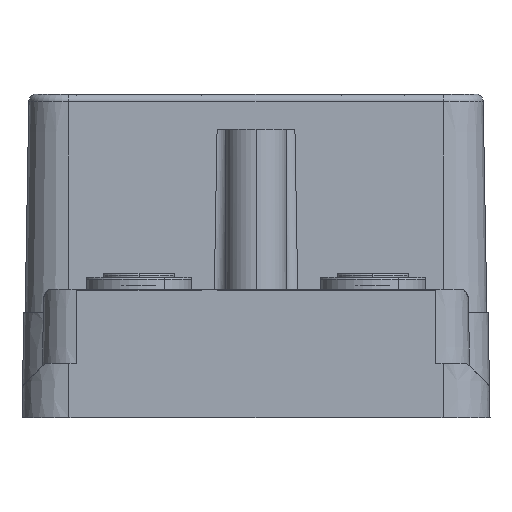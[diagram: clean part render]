
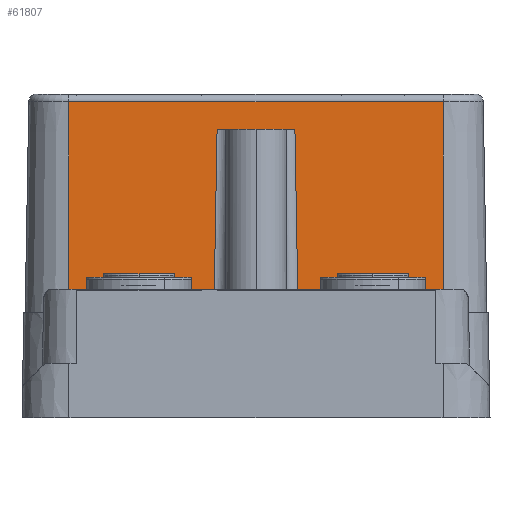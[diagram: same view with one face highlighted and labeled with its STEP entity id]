
A CAD part, front view. The second image highlights one B-rep face of the part: STEP entity #61807.
In plain terms, the highlighted planar face has unit normal (0, -1, 0.018).
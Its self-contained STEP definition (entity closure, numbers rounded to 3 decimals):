
#61750=AXIS2_PLACEMENT_3D('Plane Axis2P3D',#61747,#61748,#61749) ;
#60718=CARTESIAN_POINT('Vertex',(54.,105.6,13.5)) ;
#60721=CARTESIAN_POINT('Line Origine',(44.7,105.6,13.5)) ;
#60725=CARTESIAN_POINT('Vertex',(35.4,105.6,13.5)) ;
#60791=CARTESIAN_POINT('Vertex',(24.6,105.6,13.5)) ;
#60794=CARTESIAN_POINT('Line Origine',(15.3,105.6,13.5)) ;
#60798=CARTESIAN_POINT('Vertex',(6.,105.6,13.5)) ;
#61728=CARTESIAN_POINT('Line Origine',(54.,105.844,27.5)) ;
#61732=CARTESIAN_POINT('Vertex',(54.,106.072,40.517)) ;
#61747=CARTESIAN_POINT('Axis2P3D Location',(59.6,105.6,13.5)) ;
#61752=CARTESIAN_POINT('Line Origine',(30.,106.072,40.517)) ;
#61756=CARTESIAN_POINT('Vertex',(6.,106.072,40.517)) ;
#61759=CARTESIAN_POINT('Line Origine',(6.,105.844,27.5)) ;
#61765=CARTESIAN_POINT('Control Point',(25.01,106.01,37.)) ;
#61766=CARTESIAN_POINT('Control Point',(24.6,105.6,13.5)) ;
#61767=CARTESIAN_POINT('Vertex',(25.01,106.01,37.)) ;
#61770=CARTESIAN_POINT('Line Origine',(30.,106.01,37.)) ;
#61774=CARTESIAN_POINT('Vertex',(26.51,106.01,37.)) ;
#61777=CARTESIAN_POINT('Line Origine',(30.,106.01,37.)) ;
#61781=CARTESIAN_POINT('Vertex',(33.49,106.01,37.)) ;
#61784=CARTESIAN_POINT('Line Origine',(30.,106.01,37.)) ;
#61788=CARTESIAN_POINT('Vertex',(34.99,106.01,37.)) ;
#61792=CARTESIAN_POINT('Control Point',(34.99,106.01,37.)) ;
#61793=CARTESIAN_POINT('Control Point',(35.4,105.6,13.5)) ;
#60722=DIRECTION('Vector Direction',(-1.,0.,0.)) ;
#60795=DIRECTION('Vector Direction',(-1.,0.,0.)) ;
#61729=DIRECTION('Vector Direction',(0.,-0.017,-1.)) ;
#61748=DIRECTION('Axis2P3D Direction',(0.,-1.,0.017)) ;
#61749=DIRECTION('Axis2P3D XDirection',(-1.,0.,0.)) ;
#61753=DIRECTION('Vector Direction',(-1.,0.,0.)) ;
#61760=DIRECTION('Vector Direction',(0.,-0.017,-1.)) ;
#61771=DIRECTION('Vector Direction',(-1.,0.,0.)) ;
#61778=DIRECTION('Vector Direction',(-1.,0.,0.)) ;
#61785=DIRECTION('Vector Direction',(-1.,0.,0.)) ;
#60723=VECTOR('Line Direction',#60722,1.) ;
#60796=VECTOR('Line Direction',#60795,1.) ;
#61730=VECTOR('Line Direction',#61729,1.) ;
#61754=VECTOR('Line Direction',#61753,1.) ;
#61761=VECTOR('Line Direction',#61760,1.) ;
#61772=VECTOR('Line Direction',#61771,1.) ;
#61779=VECTOR('Line Direction',#61778,1.) ;
#61786=VECTOR('Line Direction',#61785,1.) ;
#61796=ORIENTED_EDGE('',*,*,#60727,.F.) ;
#61797=ORIENTED_EDGE('',*,*,#61734,.T.) ;
#61798=ORIENTED_EDGE('',*,*,#61758,.F.) ;
#61799=ORIENTED_EDGE('',*,*,#61763,.F.) ;
#61800=ORIENTED_EDGE('',*,*,#60800,.F.) ;
#61801=ORIENTED_EDGE('',*,*,#61769,.F.) ;
#61802=ORIENTED_EDGE('',*,*,#61776,.T.) ;
#61803=ORIENTED_EDGE('',*,*,#61783,.T.) ;
#61804=ORIENTED_EDGE('',*,*,#61790,.T.) ;
#61805=ORIENTED_EDGE('',*,*,#61794,.T.) ;
#61807=ADVANCED_FACE('329086.1\\Haube.1\\Haube',(#61806),#61751,.T.) ;
#61764=B_SPLINE_CURVE_WITH_KNOTS('',1,(#61765,#61766),.UNSPECIFIED.,.F.,.U.,(2,2),(-9.994,13.513),.UNSPECIFIED.) ;
#61791=B_SPLINE_CURVE_WITH_KNOTS('',1,(#61792,#61793),.UNSPECIFIED.,.F.,.U.,(2,2),(-9.994,13.513),.UNSPECIFIED.) ;
#60727=EDGE_CURVE('',#60719,#60726,#60724,.T.) ;
#60800=EDGE_CURVE('',#60792,#60799,#60797,.T.) ;
#61734=EDGE_CURVE('',#60719,#61733,#61731,.F.) ;
#61758=EDGE_CURVE('',#61757,#61733,#61755,.F.) ;
#61763=EDGE_CURVE('',#60799,#61757,#61762,.F.) ;
#61769=EDGE_CURVE('',#61768,#60792,#61764,.T.) ;
#61776=EDGE_CURVE('',#61768,#61775,#61773,.F.) ;
#61783=EDGE_CURVE('',#61775,#61782,#61780,.F.) ;
#61790=EDGE_CURVE('',#61782,#61789,#61787,.F.) ;
#61794=EDGE_CURVE('',#61789,#60726,#61791,.T.) ;
#61795=EDGE_LOOP('',(#61796,#61797,#61798,#61799,#61800,#61801,#61802,#61803,#61804,#61805)) ;
#61806=FACE_OUTER_BOUND('',#61795,.T.) ;
#60724=LINE('Line',#60721,#60723) ;
#60797=LINE('Line',#60794,#60796) ;
#61731=LINE('Line',#61728,#61730) ;
#61755=LINE('Line',#61752,#61754) ;
#61762=LINE('Line',#61759,#61761) ;
#61773=LINE('Line',#61770,#61772) ;
#61780=LINE('Line',#61777,#61779) ;
#61787=LINE('Line',#61784,#61786) ;
#61751=PLANE('',#61750) ;
#60719=VERTEX_POINT('',#60718) ;
#60726=VERTEX_POINT('',#60725) ;
#60792=VERTEX_POINT('',#60791) ;
#60799=VERTEX_POINT('',#60798) ;
#61733=VERTEX_POINT('',#61732) ;
#61757=VERTEX_POINT('',#61756) ;
#61768=VERTEX_POINT('',#61767) ;
#61775=VERTEX_POINT('',#61774) ;
#61782=VERTEX_POINT('',#61781) ;
#61789=VERTEX_POINT('',#61788) ;
